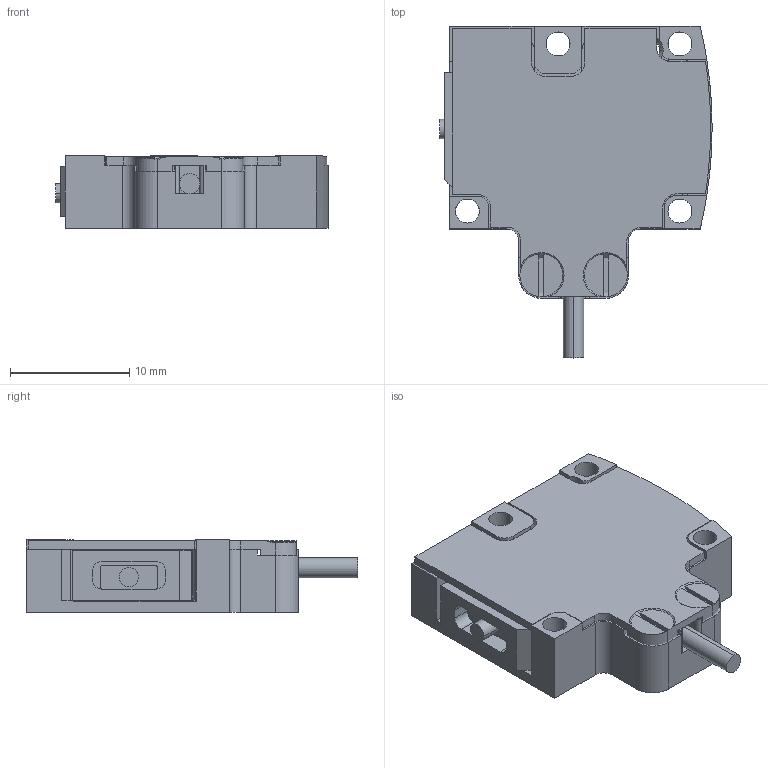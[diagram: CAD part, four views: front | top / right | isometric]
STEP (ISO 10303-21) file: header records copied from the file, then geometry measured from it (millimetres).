
FILE_DESCRIPTION (( 'STEP AP203' ), '1' );
FILE_NAME ('ST_motor.STEP', '2015-10-29T12:17:33', ( '' ), ( '' ), 'SwSTEP 2.0', 'SolidWorks 2014', '' );
FILE_SCHEMA (( 'CONFIG_CONTROL_DESIGN' ));
Length unit declared in the file: millimetre
Products named in the file (1): ST_motor
Bounding box: 22.8 x 27.8 x 6.1 mm (x, y, z)
Volume: 2007.7 mm3; surface area: 2989.5 mm2
Topology: 5 solids, 5 shells, 235 faces, 659 edges, 433 vertices
Faces by surface type: plane 133, cylinder 84, cone 18
Entity records: 7748 total; most frequent: CARTESIAN_POINT 1424, ORIENTED_EDGE 1318, DIRECTION 1317, EDGE_CURVE 659, AXIS2_PLACEMENT_3D 446, VERTEX_POINT 433, VECTOR 425, LINE 425
